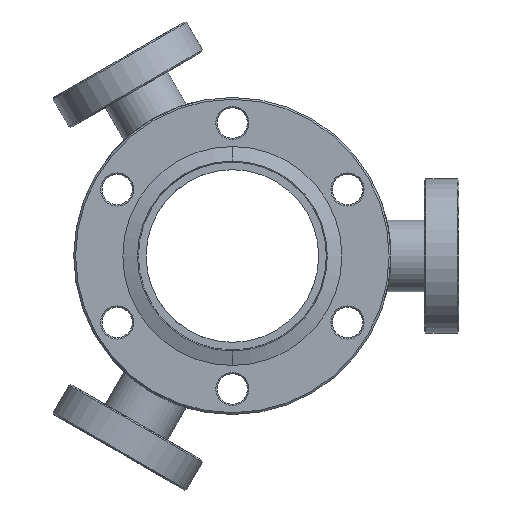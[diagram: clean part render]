
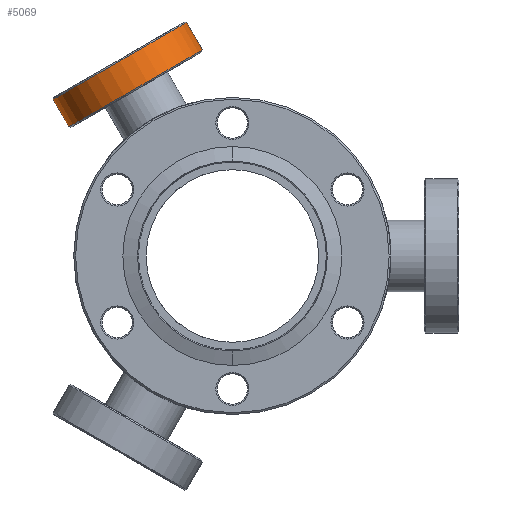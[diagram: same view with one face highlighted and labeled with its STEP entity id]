
A CAD part, front view. The second image highlights one B-rep face of the part: STEP entity #5069.
In plain terms, the highlighted cylindrical face has radius 17 mm (diameter 34 mm), a partial arc.
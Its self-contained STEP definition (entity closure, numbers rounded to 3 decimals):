
#28 = EDGE_CURVE ( 'NONE', #630, #636, #952, .T. ) ;
#38 = EDGE_CURVE ( 'NONE', #628, #638, #967, .T. ) ;
#229 = AXIS2_PLACEMENT_3D ( 'NONE', #3123, #3124, #3125 ) ;
#247 = AXIS2_PLACEMENT_3D ( 'NONE', #3179, #3180, #3181 ) ;
#628 = VERTEX_POINT ( 'NONE', #1224 ) ;
#630 = VERTEX_POINT ( 'NONE', #1225 ) ;
#636 = VERTEX_POINT ( 'NONE', #1228 ) ;
#638 = VERTEX_POINT ( 'NONE', #1229 ) ;
#819 = EDGE_LOOP ( 'NONE', ( #4250, #4257, #4262, #4380 ) ) ;
#952 = LINE ( 'NONE', #5152, #956 ) ;
#956 = VECTOR ( 'NONE', #5155, 1000. ) ;
#967 = LINE ( 'NONE', #1115, #971 ) ;
#971 = VECTOR ( 'NONE', #1109, 1000. ) ;
#1109 = DIRECTION ( 'NONE',  ( 0., 1., 0. ) ) ;
#1115 = CARTESIAN_POINT ( 'NONE',  ( 0., 53.835, 17. ) ) ;
#1224 = CARTESIAN_POINT ( 'NONE',  ( 0., 0.3, 17. ) ) ;
#1225 = CARTESIAN_POINT ( 'NONE',  ( 0., 0.3, -17. ) ) ;
#1228 = CARTESIAN_POINT ( 'NONE',  ( 0., 7.3, -17. ) ) ;
#1229 = CARTESIAN_POINT ( 'NONE',  ( 0., 7.3, 17. ) ) ;
#2163 = CIRCLE ( 'NONE', #229, 17. ) ;
#2181 = CIRCLE ( 'NONE', #247, 17. ) ;
#2436 = FACE_OUTER_BOUND ( 'NONE', #819, .T. ) ;
#2441 = CYLINDRICAL_SURFACE ( 'NONE', #3610, 17. ) ;
#3123 = CARTESIAN_POINT ( 'NONE',  ( 0., 7.3, 0. ) ) ;
#3124 = DIRECTION ( 'NONE',  ( 0., -1., 0. ) ) ;
#3125 = DIRECTION ( 'NONE',  ( 0., 0., 1. ) ) ;
#3179 = CARTESIAN_POINT ( 'NONE',  ( 0., 0.3, 0. ) ) ;
#3180 = DIRECTION ( 'NONE',  ( 0., 1., 0. ) ) ;
#3181 = DIRECTION ( 'NONE',  ( 0., 0., -1. ) ) ;
#3610 = AXIS2_PLACEMENT_3D ( 'NONE', #3814, #3815, #3813 ) ;
#3813 = DIRECTION ( 'NONE',  ( 0., 0., 1. ) ) ;
#3814 = CARTESIAN_POINT ( 'NONE',  ( 0., 53.835, 0. ) ) ;
#3815 = DIRECTION ( 'NONE',  ( 0., 1., 0. ) ) ;
#4250 = ORIENTED_EDGE ( 'NONE', *, *, #28, .F. ) ;
#4257 = ORIENTED_EDGE ( 'NONE', *, *, #4641, .T. ) ;
#4262 = ORIENTED_EDGE ( 'NONE', *, *, #38, .T. ) ;
#4380 = ORIENTED_EDGE ( 'NONE', *, *, #4623, .T. ) ;
#4623 = EDGE_CURVE ( 'NONE', #638, #636, #2163, .T. ) ;
#4641 = EDGE_CURVE ( 'NONE', #630, #628, #2181, .T. ) ;
#5069 = ADVANCED_FACE ( 'NONE', ( #2436 ), #2441, .T. ) ;
#5152 = CARTESIAN_POINT ( 'NONE',  ( 0., 53.835, -17. ) ) ;
#5155 = DIRECTION ( 'NONE',  ( 0., 1., 0. ) ) ;
